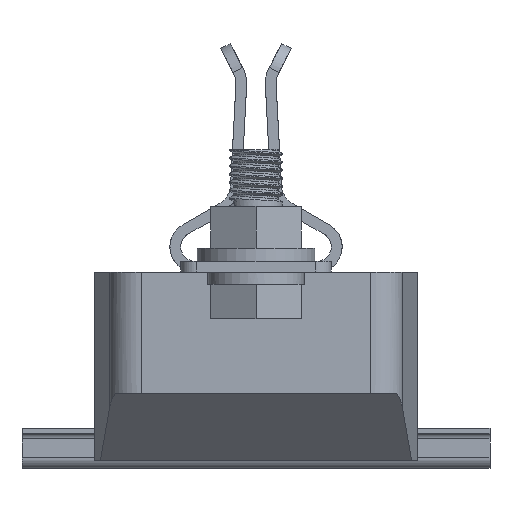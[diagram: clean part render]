
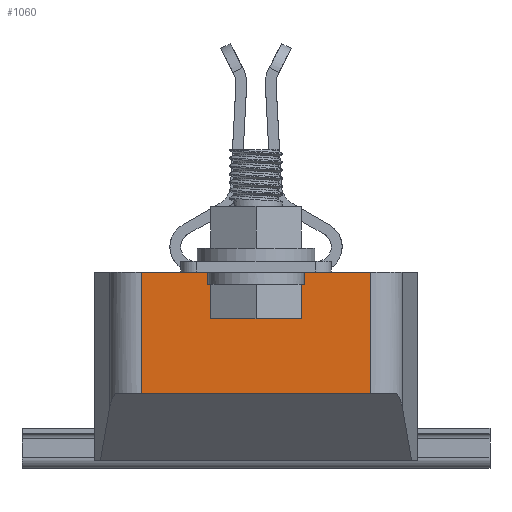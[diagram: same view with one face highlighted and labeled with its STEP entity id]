
A CAD part, front view. The second image highlights one B-rep face of the part: STEP entity #1060.
In plain terms, the highlighted planar face has unit normal (0, -1, 0).
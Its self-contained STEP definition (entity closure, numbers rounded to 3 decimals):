
#440=FACE_OUTER_BOUND('',#2506,.T.);
#1060=ADVANCED_FACE('',(#440),#1631,.T.);
#1631=PLANE('',#11821);
#2506=EDGE_LOOP('',(#4741,#4742,#4743,#4744,#4745,#4746));
#4741=ORIENTED_EDGE('',*,*,#8846,.F.);
#4742=ORIENTED_EDGE('',*,*,#8848,.T.);
#4743=ORIENTED_EDGE('',*,*,#8416,.T.);
#4744=ORIENTED_EDGE('',*,*,#8346,.T.);
#4745=ORIENTED_EDGE('',*,*,#8404,.T.);
#4746=ORIENTED_EDGE('',*,*,#8849,.T.);
#7227=VERTEX_POINT('',#16818);
#7228=VERTEX_POINT('',#16819);
#7284=VERTEX_POINT('',#16971);
#7295=VERTEX_POINT('',#17000);
#7583=VERTEX_POINT('',#18555);
#7584=VERTEX_POINT('',#18557);
#8346=EDGE_CURVE('',#7227,#7228,#9840,.T.);
#8404=EDGE_CURVE('',#7228,#7284,#9864,.T.);
#8416=EDGE_CURVE('',#7295,#7227,#9870,.T.);
#8846=EDGE_CURVE('',#7583,#7584,#10111,.T.);
#8848=EDGE_CURVE('',#7583,#7295,#10112,.T.);
#8849=EDGE_CURVE('',#7284,#7584,#10113,.T.);
#9840=LINE('',#16817,#10750);
#9864=LINE('',#16970,#10774);
#9870=LINE('',#16999,#10780);
#10111=LINE('',#18556,#11021);
#10112=LINE('',#18560,#11022);
#10113=LINE('',#18561,#11023);
#10750=VECTOR('',#12575,1.);
#10774=VECTOR('',#12649,1.);
#10780=VECTOR('',#12659,1.);
#11021=VECTOR('',#13294,1.);
#11022=VECTOR('',#13299,1.);
#11023=VECTOR('',#13300,1.);
#11821=AXIS2_PLACEMENT_3D('',#18562,#13301,#13302);
#12575=DIRECTION('',(-1.,0.,0.));
#12649=DIRECTION('',(-1.,0.,0.));
#12659=DIRECTION('',(-1.,0.,0.));
#13294=DIRECTION('',(-1.,0.,0.));
#13299=DIRECTION('',(0.,0.,1.));
#13300=DIRECTION('',(0.,0.,-1.));
#13301=DIRECTION('',(0.,-1.,0.));
#13302=DIRECTION('',(0.,0.,1.));
#16817=CARTESIAN_POINT('',(27.087,-78.924,35.));
#16818=CARTESIAN_POINT('',(12.587,-78.924,35.));
#16819=CARTESIAN_POINT('',(-15.413,-78.924,35.));
#16970=CARTESIAN_POINT('',(27.087,-78.924,35.));
#16971=CARTESIAN_POINT('',(-22.677,-78.924,35.));
#16999=CARTESIAN_POINT('',(27.087,-78.924,35.));
#17000=CARTESIAN_POINT('',(19.851,-78.924,35.));
#18555=CARTESIAN_POINT('',(19.851,-78.924,12.5));
#18556=CARTESIAN_POINT('',(27.087,-78.924,12.5));
#18557=CARTESIAN_POINT('',(-22.677,-78.924,12.5));
#18560=CARTESIAN_POINT('',(19.851,-78.924,12.5));
#18561=CARTESIAN_POINT('',(-22.677,-78.924,12.5));
#18562=CARTESIAN_POINT('',(27.087,-78.924,12.5));
